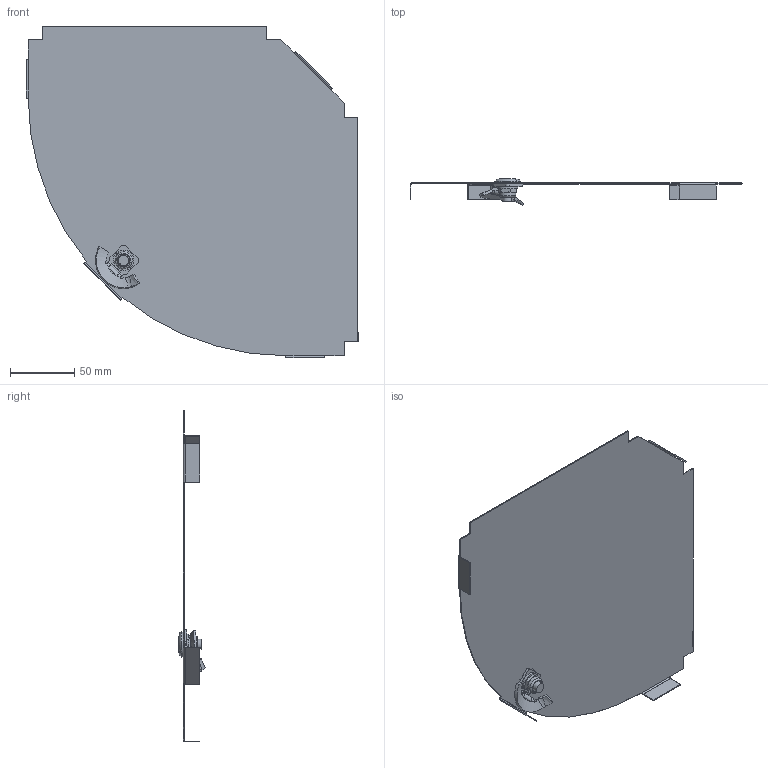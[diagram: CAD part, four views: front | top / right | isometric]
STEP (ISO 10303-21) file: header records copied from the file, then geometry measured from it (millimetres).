
FILE_DESCRIPTION (( 'STEP AP214' ), '1' );
FILE_NAME ('6036976.STEP', '2024-05-24T13:00:53', ( '' ), ( '' ), 'SwSTEP 2.0', 'SolidWorks 2022', '' );
FILE_SCHEMA (( 'AUTOMOTIVE_DESIGN' ));
Length unit declared in the file: millimetre
Products named in the file (6): 183291_NB 200; 099600_Standard; BS001 8_Washer DIN 125 - A 8.4; 107589_M8x13 Vierkanthöhe 2 Führung 1,7  A4-70; 6036976; 020263_DIN EN ISO 10511 - M8 
Assembly tree (5 placements, depth 2):
  6036976
    183291_NB 200
    BS001 8_Washer DIN 125 - A 8.4
    020263_DIN EN ISO 10511 - M8 
    099600_Standard
    107589_M8x13 Vierkanthöhe 2 Führung 1,7  A4-70
Bounding box: 257.75 x 20.51 x 257.75 mm (x, y, z)
Volume: 46159 mm3; surface area: 116593.4 mm2
Topology: 5 solids, 5 shells, 195 faces, 468 edges, 285 vertices
Faces by surface type: plane 94, cylinder 42, bspline 34, cone 21, torus 4
Entity records: 8082 total; most frequent: CARTESIAN_POINT 3291, ORIENTED_EDGE 932, DIRECTION 781, EDGE_CURVE 466, VERTEX_POINT 285, AXIS2_PLACEMENT_3D 284, VECTOR 213, LINE 213
